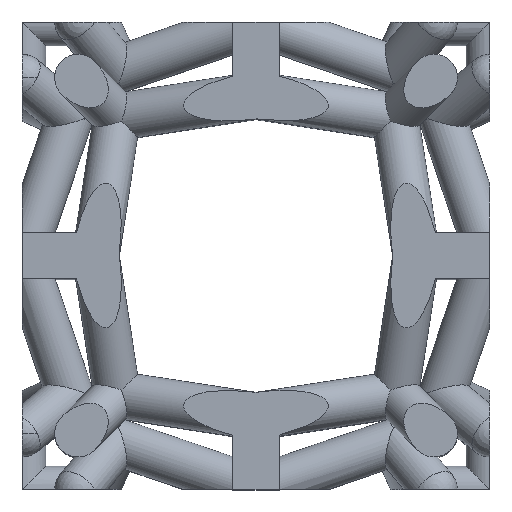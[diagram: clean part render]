
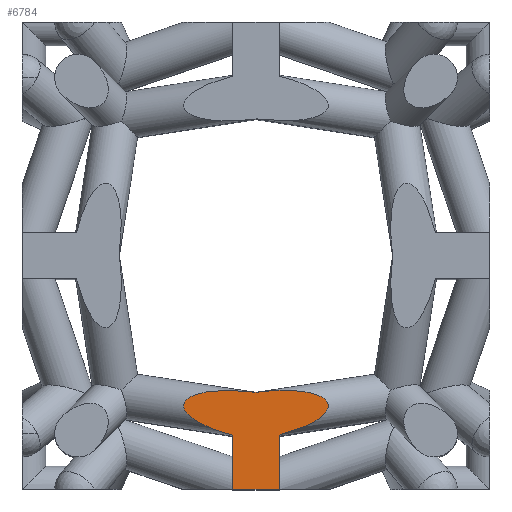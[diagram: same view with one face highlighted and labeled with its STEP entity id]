
A CAD part, top view. The second image highlights one B-rep face of the part: STEP entity #6784.
In plain terms, the highlighted planar face has unit normal (0, 0, 1).
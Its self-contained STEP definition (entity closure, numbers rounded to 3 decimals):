
#2391 = PLANE('',#2392);
#2392 = AXIS2_PLACEMENT_3D('',#2393,#2394,#2395);
#2393 = CARTESIAN_POINT('',(-5.,-5.,-5.));
#2394 = DIRECTION('',(-0.,1.,0.));
#2395 = DIRECTION('',(0.,0.,1.));
#4075 = VERTEX_POINT('',#4076);
#4076 = CARTESIAN_POINT('',(-0.5,-5.,5.));
#4097 = EDGE_CURVE('',#4075,#4098,#4100,.T.);
#4098 = VERTEX_POINT('',#4099);
#4099 = CARTESIAN_POINT('',(0.5,-5.,5.));
#4100 = SURFACE_CURVE('',#4101,(#4105,#4112),.PCURVE_S1.);
#4101 = LINE('',#4102,#4103);
#4102 = CARTESIAN_POINT('',(-5.,-5.,5.));
#4103 = VECTOR('',#4104,1.);
#4104 = DIRECTION('',(1.,0.,-0.));
#4105 = PCURVE('',#2391,#4106);
#4106 = DEFINITIONAL_REPRESENTATION('',(#4107),#4111);
#4107 = LINE('',#4108,#4109);
#4108 = CARTESIAN_POINT('',(10.,0.));
#4109 = VECTOR('',#4110,1.);
#4110 = DIRECTION('',(0.,1.));
#4111 = ( GEOMETRIC_REPRESENTATION_CONTEXT(2) 
PARAMETRIC_REPRESENTATION_CONTEXT() REPRESENTATION_CONTEXT('2D SPACE',''
  ) );
#4112 = PCURVE('',#4113,#4118);
#4113 = PLANE('',#4114);
#4114 = AXIS2_PLACEMENT_3D('',#4115,#4116,#4117);
#4115 = CARTESIAN_POINT('',(-5.,-5.,5.));
#4116 = DIRECTION('',(0.,0.,1.));
#4117 = DIRECTION('',(1.,0.,-0.));
#4118 = DEFINITIONAL_REPRESENTATION('',(#4119),#4123);
#4119 = LINE('',#4120,#4121);
#4120 = CARTESIAN_POINT('',(0.,0.));
#4121 = VECTOR('',#4122,1.);
#4122 = DIRECTION('',(1.,0.));
#4123 = ( GEOMETRIC_REPRESENTATION_CONTEXT(2) 
PARAMETRIC_REPRESENTATION_CONTEXT() REPRESENTATION_CONTEXT('2D SPACE',''
  ) );
#4413 = CYLINDRICAL_SURFACE('',#4414,0.5);
#4414 = AXIS2_PLACEMENT_3D('',#4415,#4416,#4417);
#4415 = CARTESIAN_POINT('',(0.,-5.,5.));
#4416 = DIRECTION('',(0.,1.,0.));
#4417 = DIRECTION('',(0.,-0.,1.));
#6784 = ADVANCED_FACE('',(#6785),#4113,.T.);
#6785 = FACE_BOUND('',#6786,.T.);
#6786 = EDGE_LOOP('',(#6787,#6808,#6809,#6830,#6864,#6893));
#6787 = ORIENTED_EDGE('',*,*,#6788,.F.);
#6788 = EDGE_CURVE('',#4075,#6789,#6791,.T.);
#6789 = VERTEX_POINT('',#6790);
#6790 = CARTESIAN_POINT('',(-0.5,-3.84,5.));
#6791 = SURFACE_CURVE('',#6792,(#6796,#6802),.PCURVE_S1.);
#6792 = LINE('',#6793,#6794);
#6793 = CARTESIAN_POINT('',(-0.5,-5.,5.));
#6794 = VECTOR('',#6795,1.);
#6795 = DIRECTION('',(0.,1.,0.));
#6796 = PCURVE('',#4113,#6797);
#6797 = DEFINITIONAL_REPRESENTATION('',(#6798),#6801);
#6798 = B_SPLINE_CURVE_WITH_KNOTS('',1,(#6799,#6800),.UNSPECIFIED.,.F.,
  .F.,(2,2),(0.,1.569),
  .PIECEWISE_BEZIER_KNOTS.);
#6799 = CARTESIAN_POINT('',(4.5,0.));
#6800 = CARTESIAN_POINT('',(4.5,1.569));
#6801 = ( GEOMETRIC_REPRESENTATION_CONTEXT(2) 
PARAMETRIC_REPRESENTATION_CONTEXT() REPRESENTATION_CONTEXT('2D SPACE',''
  ) );
#6802 = PCURVE('',#4413,#6803);
#6803 = DEFINITIONAL_REPRESENTATION('',(#6804),#6807);
#6804 = B_SPLINE_CURVE_WITH_KNOTS('',1,(#6805,#6806),.UNSPECIFIED.,.F.,
  .F.,(2,2),(0.,1.569),
  .PIECEWISE_BEZIER_KNOTS.);
#6805 = CARTESIAN_POINT('',(4.712,0.));
#6806 = CARTESIAN_POINT('',(4.712,1.569));
#6807 = ( GEOMETRIC_REPRESENTATION_CONTEXT(2) 
PARAMETRIC_REPRESENTATION_CONTEXT() REPRESENTATION_CONTEXT('2D SPACE',''
  ) );
#6808 = ORIENTED_EDGE('',*,*,#4097,.T.);
#6809 = ORIENTED_EDGE('',*,*,#6810,.T.);
#6810 = EDGE_CURVE('',#4098,#6811,#6813,.T.);
#6811 = VERTEX_POINT('',#6812);
#6812 = CARTESIAN_POINT('',(0.5,-3.84,5.));
#6813 = SURFACE_CURVE('',#6814,(#6818,#6824),.PCURVE_S1.);
#6814 = LINE('',#6815,#6816);
#6815 = CARTESIAN_POINT('',(0.5,-5.,5.));
#6816 = VECTOR('',#6817,1.);
#6817 = DIRECTION('',(0.,1.,0.));
#6818 = PCURVE('',#4113,#6819);
#6819 = DEFINITIONAL_REPRESENTATION('',(#6820),#6823);
#6820 = B_SPLINE_CURVE_WITH_KNOTS('',1,(#6821,#6822),.UNSPECIFIED.,.F.,
  .F.,(2,2),(0.,1.569),
  .PIECEWISE_BEZIER_KNOTS.);
#6821 = CARTESIAN_POINT('',(5.5,0.));
#6822 = CARTESIAN_POINT('',(5.5,1.569));
#6823 = ( GEOMETRIC_REPRESENTATION_CONTEXT(2) 
PARAMETRIC_REPRESENTATION_CONTEXT() REPRESENTATION_CONTEXT('2D SPACE',''
  ) );
#6824 = PCURVE('',#4413,#6825);
#6825 = DEFINITIONAL_REPRESENTATION('',(#6826),#6829);
#6826 = B_SPLINE_CURVE_WITH_KNOTS('',1,(#6827,#6828),.UNSPECIFIED.,.F.,
  .F.,(2,2),(0.,1.569),
  .PIECEWISE_BEZIER_KNOTS.);
#6827 = CARTESIAN_POINT('',(1.571,0.));
#6828 = CARTESIAN_POINT('',(1.571,1.569));
#6829 = ( GEOMETRIC_REPRESENTATION_CONTEXT(2) 
PARAMETRIC_REPRESENTATION_CONTEXT() REPRESENTATION_CONTEXT('2D SPACE',''
  ) );
#6830 = ORIENTED_EDGE('',*,*,#6831,.T.);
#6831 = EDGE_CURVE('',#6811,#6832,#6834,.T.);
#6832 = VERTEX_POINT('',#6833);
#6833 = CARTESIAN_POINT('',(1.548,-3.218,5.));
#6834 = SURFACE_CURVE('',#6835,(#6840,#6847),.PCURVE_S1.);
#6835 = ELLIPSE('',#6836,1.564,0.5);
#6836 = AXIS2_PLACEMENT_3D('',#6837,#6838,#6839);
#6837 = CARTESIAN_POINT('',(0.,-3.431,5.));
#6838 = DIRECTION('',(0.,0.,1.));
#6839 = DIRECTION('',(0.988,0.152,-0.));
#6840 = PCURVE('',#4113,#6841);
#6841 = DEFINITIONAL_REPRESENTATION('',(#6842),#6846);
#6842 = ELLIPSE('',#6843,1.564,0.5);
#6843 = AXIS2_PLACEMENT_2D('',#6844,#6845);
#6844 = CARTESIAN_POINT('',(5.,1.569));
#6845 = DIRECTION('',(0.988,0.152));
#6846 = ( GEOMETRIC_REPRESENTATION_CONTEXT(2) 
PARAMETRIC_REPRESENTATION_CONTEXT() REPRESENTATION_CONTEXT('2D SPACE',''
  ) );
#6847 = PCURVE('',#6848,#6853);
#6848 = CYLINDRICAL_SURFACE('',#6849,0.5);
#6849 = AXIS2_PLACEMENT_3D('',#6850,#6851,#6852);
#6850 = CARTESIAN_POINT('',(0.,-3.431,5.));
#6851 = DIRECTION('',(0.937,0.144,-0.32));
#6852 = DIRECTION('',(0.323,0.,0.946));
#6853 = DEFINITIONAL_REPRESENTATION('',(#6854),#6863);
#6854 = B_SPLINE_CURVE_WITH_KNOTS('',7,(#6855,#6856,#6857,#6858,#6859,
    #6860,#6861,#6862),.UNSPECIFIED.,.F.,.F.,(8,8),(4.712,
    6.234),.PIECEWISE_BEZIER_KNOTS.);
#6855 = CARTESIAN_POINT('',(1.522,0.));
#6856 = CARTESIAN_POINT('',(1.304,0.322));
#6857 = CARTESIAN_POINT('',(1.087,0.644));
#6858 = CARTESIAN_POINT('',(0.87,0.942));
#6859 = CARTESIAN_POINT('',(0.652,1.189));
#6860 = CARTESIAN_POINT('',(0.435,1.367));
#6861 = CARTESIAN_POINT('',(0.217,1.464));
#6862 = CARTESIAN_POINT('',(0.,1.48));
#6863 = ( GEOMETRIC_REPRESENTATION_CONTEXT(2) 
PARAMETRIC_REPRESENTATION_CONTEXT() REPRESENTATION_CONTEXT('2D SPACE',''
  ) );
#6864 = ORIENTED_EDGE('',*,*,#6865,.T.);
#6865 = EDGE_CURVE('',#6832,#6866,#6868,.T.);
#6866 = VERTEX_POINT('',#6867);
#6867 = CARTESIAN_POINT('',(0.,-2.926,5.));
#6868 = SURFACE_CURVE('',#6869,(#6874,#6881),.PCURVE_S1.);
#6869 = ELLIPSE('',#6870,1.564,0.5);
#6870 = AXIS2_PLACEMENT_3D('',#6871,#6872,#6873);
#6871 = CARTESIAN_POINT('',(0.,-3.431,5.));
#6872 = DIRECTION('',(0.,0.,1.));
#6873 = DIRECTION('',(0.988,0.152,-0.));
#6874 = PCURVE('',#4113,#6875);
#6875 = DEFINITIONAL_REPRESENTATION('',(#6876),#6880);
#6876 = ELLIPSE('',#6877,1.564,0.5);
#6877 = AXIS2_PLACEMENT_2D('',#6878,#6879);
#6878 = CARTESIAN_POINT('',(5.,1.569));
#6879 = DIRECTION('',(0.988,0.152));
#6880 = ( GEOMETRIC_REPRESENTATION_CONTEXT(2) 
PARAMETRIC_REPRESENTATION_CONTEXT() REPRESENTATION_CONTEXT('2D SPACE',''
  ) );
#6881 = PCURVE('',#6848,#6882);
#6882 = DEFINITIONAL_REPRESENTATION('',(#6883),#6892);
#6883 = B_SPLINE_CURVE_WITH_KNOTS('',7,(#6884,#6885,#6886,#6887,#6888,
    #6889,#6890,#6891),.UNSPECIFIED.,.F.,.F.,(8,8),(6.234,
    7.854),.PIECEWISE_BEZIER_KNOTS.);
#6884 = CARTESIAN_POINT('',(6.283,1.48));
#6885 = CARTESIAN_POINT('',(6.052,1.497));
#6886 = CARTESIAN_POINT('',(5.82,1.421));
#6887 = CARTESIAN_POINT('',(5.589,1.252));
#6888 = CARTESIAN_POINT('',(5.358,0.999));
#6889 = CARTESIAN_POINT('',(5.126,0.686));
#6890 = CARTESIAN_POINT('',(4.895,0.343));
#6891 = CARTESIAN_POINT('',(4.663,0.));
#6892 = ( GEOMETRIC_REPRESENTATION_CONTEXT(2) 
PARAMETRIC_REPRESENTATION_CONTEXT() REPRESENTATION_CONTEXT('2D SPACE',''
  ) );
#6893 = ORIENTED_EDGE('',*,*,#6894,.T.);
#6894 = EDGE_CURVE('',#6866,#6789,#6895,.T.);
#6895 = SURFACE_CURVE('',#6896,(#6901,#6908),.PCURVE_S1.);
#6896 = ELLIPSE('',#6897,1.564,0.5);
#6897 = AXIS2_PLACEMENT_3D('',#6898,#6899,#6900);
#6898 = CARTESIAN_POINT('',(0.,-3.431,5.));
#6899 = DIRECTION('',(0.,0.,1.));
#6900 = DIRECTION('',(-0.988,0.152,0.));
#6901 = PCURVE('',#4113,#6902);
#6902 = DEFINITIONAL_REPRESENTATION('',(#6903),#6907);
#6903 = ELLIPSE('',#6904,1.564,0.5);
#6904 = AXIS2_PLACEMENT_2D('',#6905,#6906);
#6905 = CARTESIAN_POINT('',(5.,1.569));
#6906 = DIRECTION('',(-0.988,0.152));
#6907 = ( GEOMETRIC_REPRESENTATION_CONTEXT(2) 
PARAMETRIC_REPRESENTATION_CONTEXT() REPRESENTATION_CONTEXT('2D SPACE',''
  ) );
#6908 = PCURVE('',#6909,#6914);
#6909 = CYLINDRICAL_SURFACE('',#6910,0.5);
#6910 = AXIS2_PLACEMENT_3D('',#6911,#6912,#6913);
#6911 = CARTESIAN_POINT('',(0.,-3.431,5.));
#6912 = DIRECTION('',(-0.937,0.144,-0.32));
#6913 = DIRECTION('',(0.323,0.,-0.946));
#6914 = DEFINITIONAL_REPRESENTATION('',(#6915),#6930);
#6915 = B_SPLINE_CURVE_WITH_KNOTS('',7,(#6916,#6917,#6918,#6919,#6920,
    #6921,#6922,#6923,#6924,#6925,#6926,#6927,#6928,#6929),
  .UNSPECIFIED.,.F.,.F.,(8,6,8),(4.712,6.283,
    7.854),.UNSPECIFIED.);
#6916 = CARTESIAN_POINT('',(4.761,0.));
#6917 = CARTESIAN_POINT('',(4.537,0.333));
#6918 = CARTESIAN_POINT('',(4.313,0.665));
#6919 = CARTESIAN_POINT('',(4.088,0.97));
#6920 = CARTESIAN_POINT('',(3.864,1.221));
#6921 = CARTESIAN_POINT('',(3.639,1.395));
#6922 = CARTESIAN_POINT('',(3.415,1.482));
#6923 = CARTESIAN_POINT('',(2.966,1.482));
#6924 = CARTESIAN_POINT('',(2.742,1.395));
#6925 = CARTESIAN_POINT('',(2.517,1.221));
#6926 = CARTESIAN_POINT('',(2.293,0.97));
#6927 = CARTESIAN_POINT('',(2.069,0.665));
#6928 = CARTESIAN_POINT('',(1.844,0.333));
#6929 = CARTESIAN_POINT('',(1.62,0.));
#6930 = ( GEOMETRIC_REPRESENTATION_CONTEXT(2) 
PARAMETRIC_REPRESENTATION_CONTEXT() REPRESENTATION_CONTEXT('2D SPACE',''
  ) );
